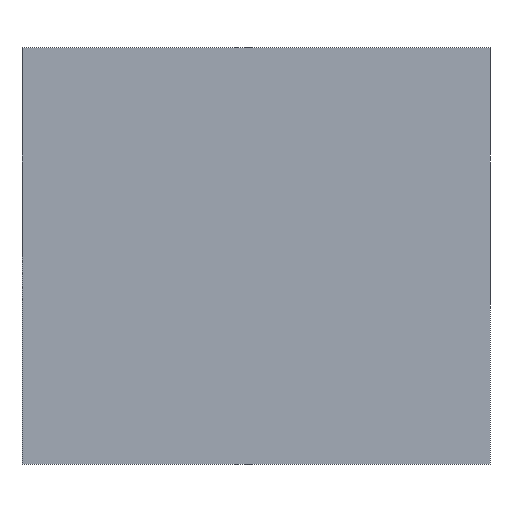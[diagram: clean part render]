
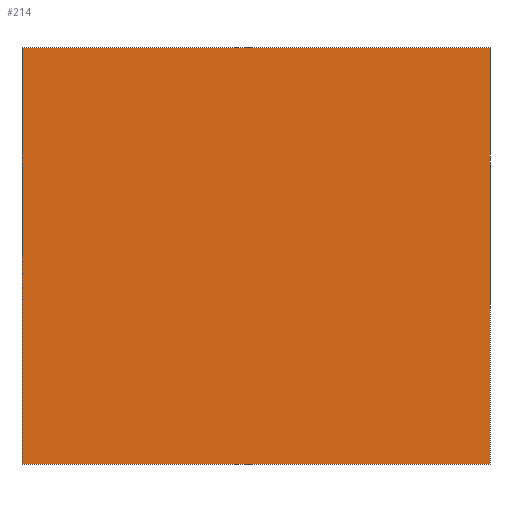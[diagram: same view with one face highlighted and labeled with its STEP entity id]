
A CAD part, front view. The second image highlights one B-rep face of the part: STEP entity #214.
In plain terms, the highlighted planar face has unit normal (0, -1, 0).
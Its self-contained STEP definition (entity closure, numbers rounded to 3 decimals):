
#8 = EDGE_CURVE ( 'NONE', #382, #86, #277, .T. ) ;
#16 = VECTOR ( 'NONE', #227, 1000. ) ;
#18 = CARTESIAN_POINT ( 'NONE',  ( -22.5, 0., -20. ) ) ;
#26 = ORIENTED_EDGE ( 'NONE', *, *, #53, .F. ) ;
#53 = EDGE_CURVE ( 'NONE', #238, #208, #126, .T. ) ;
#58 = DIRECTION ( 'NONE',  ( 0., 0., -1. ) ) ;
#76 = ORIENTED_EDGE ( 'NONE', *, *, #239, .F. ) ;
#82 = ORIENTED_EDGE ( 'NONE', *, *, #8, .F. ) ;
#86 = VERTEX_POINT ( 'NONE', #160 ) ;
#96 = CARTESIAN_POINT ( 'NONE',  ( 22.5, 0., 20. ) ) ;
#99 = VECTOR ( 'NONE', #376, 1000. ) ;
#108 = ORIENTED_EDGE ( 'NONE', *, *, #201, .F. ) ;
#126 = LINE ( 'NONE', #96, #223 ) ;
#131 = CARTESIAN_POINT ( 'NONE',  ( 22.5, 0., 20. ) ) ;
#160 = CARTESIAN_POINT ( 'NONE',  ( -22.5, 0., 20. ) ) ;
#162 = PLANE ( 'NONE',  #168 ) ;
#167 = CARTESIAN_POINT ( 'NONE',  ( 0., 0., 0. ) ) ;
#168 = AXIS2_PLACEMENT_3D ( 'NONE', #167, #370, #374 ) ;
#176 = VECTOR ( 'NONE', #217, 1000. ) ;
#198 = FACE_OUTER_BOUND ( 'NONE', #317, .T. ) ;
#201 = EDGE_CURVE ( 'NONE', #86, #238, #309, .T. ) ;
#208 = VERTEX_POINT ( 'NONE', #261 ) ;
#214 = ADVANCED_FACE ( 'NONE', ( #198 ), #162, .T. ) ;
#217 = DIRECTION ( 'NONE',  ( 0., 0., 1. ) ) ;
#223 = VECTOR ( 'NONE', #58, 1000. ) ;
#227 = DIRECTION ( 'NONE',  ( 1., 0., 0. ) ) ;
#238 = VERTEX_POINT ( 'NONE', #131 ) ;
#239 = EDGE_CURVE ( 'NONE', #208, #382, #287, .T. ) ;
#261 = CARTESIAN_POINT ( 'NONE',  ( 22.5, 0., -20. ) ) ;
#277 = LINE ( 'NONE', #332, #176 ) ;
#282 = CARTESIAN_POINT ( 'NONE',  ( -22.5, 0., 20. ) ) ;
#287 = LINE ( 'NONE', #18, #99 ) ;
#309 = LINE ( 'NONE', #282, #16 ) ;
#317 = EDGE_LOOP ( 'NONE', ( #26, #108, #82, #76 ) ) ;
#332 = CARTESIAN_POINT ( 'NONE',  ( -22.5, 0., 20. ) ) ;
#370 = DIRECTION ( 'NONE',  ( 0., -1., 0. ) ) ;
#374 = DIRECTION ( 'NONE',  ( 0., 0., -1. ) ) ;
#376 = DIRECTION ( 'NONE',  ( -1., 0., 0. ) ) ;
#380 = CARTESIAN_POINT ( 'NONE',  ( -22.5, 0., -20. ) ) ;
#382 = VERTEX_POINT ( 'NONE', #380 ) ;
